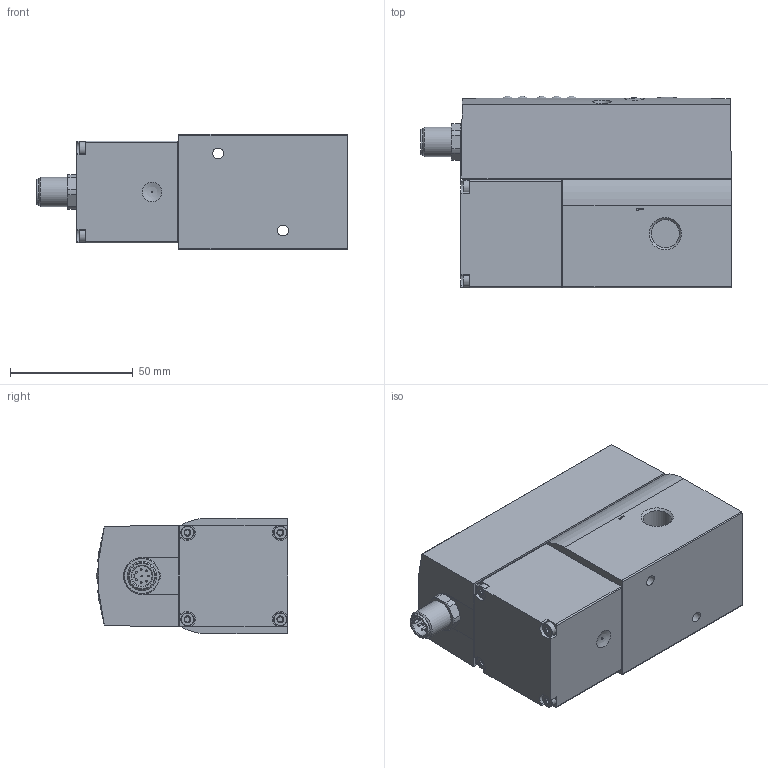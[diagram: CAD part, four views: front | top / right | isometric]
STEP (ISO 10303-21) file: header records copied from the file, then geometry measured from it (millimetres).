
FILE_DESCRIPTION(/* description */ ('STEP AP214'),/* implementation_level */ '2;1');
FILE_NAME(/* name */ '571300_VPPM-8L-L-1-G14-0L6H-A4P-S1',/* time_stamp */ '2024-09-17T03:42:33+02:00',/* author */ ('License CC BY-ND 4.0'),/* organization */ ('CADENAS'),/* preprocessor_version */ 'ST-DEVELOPER v19.3',/* originating_system */ 'PARTsolutions',/* authorisation */ ' ');
FILE_SCHEMA (('AUTOMOTIVE_DESIGN {1 0 10303 214 3 1 1}'));
Length unit declared in the file: millimetre
Products named in the file (1): 571300 VPPM-8L-L-1-G14-0L6H-A4P-S1
Bounding box: 126.9 x 78.18 x 47 mm (x, y, z)
Volume: 356743.3 mm3; surface area: 38425.9 mm2
Topology: 1 solids, 1 shells, 254 faces, 573 edges, 364 vertices
Faces by surface type: plane 112, cylinder 87, cone 42, sphere 9, torus 4
Full cylindrical faces by diameter (mm): 0.8 x8, 2 x1, 4.4 x2, 5.5 x4, 7.5 x2, 8.3 x1, 10.4 x1, 11.445 x3, 12 x1, 22 x1, 23 x1
Entity records: 8841 total; most frequent: CARTESIAN_POINT 1438, DIRECTION 1199, ORIENTED_EDGE 1064, EDGE_CURVE 532, AXIS2_PLACEMENT_3D 470, VERTEX_POINT 359, EDGE_LOOP 337, FACE_BOUND 337
